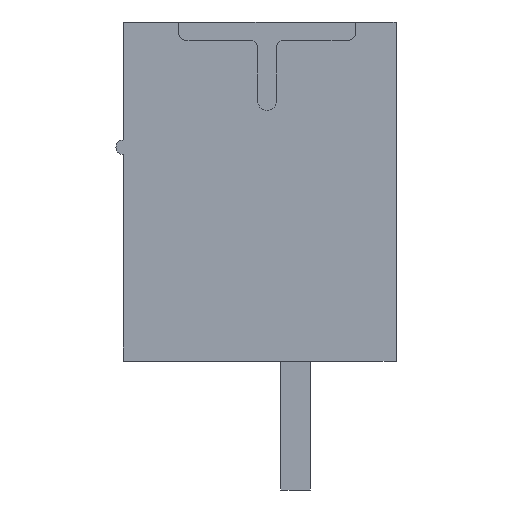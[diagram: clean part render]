
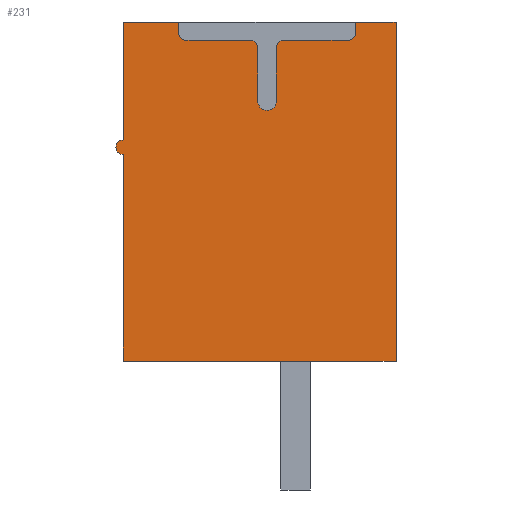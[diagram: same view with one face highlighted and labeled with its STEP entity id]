
A CAD part, left-side view. The second image highlights one B-rep face of the part: STEP entity #231.
In plain terms, the highlighted planar face has unit normal (-1, 0, 0).
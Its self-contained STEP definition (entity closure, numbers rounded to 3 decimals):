
#231=ADVANCED_FACE('3578',(#783),#784,.T.);
#783=FACE_OUTER_BOUND('',#1807,.T.);
#784=PLANE('',#1808);
#1807=EDGE_LOOP('',(#3160,#3161,#3162,#3163,#3164,#3165,#3166,#3167,#3168,#3169,#3170,#3171,#3172,#3173,#3174,#3175,#3176,#3177,#3178));
#1808=AXIS2_PLACEMENT_3D('',#3179,#3180,#3181);
#3160=ORIENTED_EDGE('',*,*,#6952,.F.);
#3161=ORIENTED_EDGE('',*,*,#6953,.T.);
#3162=ORIENTED_EDGE('',*,*,#6954,.F.);
#3163=ORIENTED_EDGE('',*,*,#6955,.F.);
#3164=ORIENTED_EDGE('',*,*,#6956,.F.);
#3165=ORIENTED_EDGE('',*,*,#6817,.F.);
#3166=ORIENTED_EDGE('',*,*,#6951,.T.);
#3167=ORIENTED_EDGE('',*,*,#6957,.F.);
#3168=ORIENTED_EDGE('',*,*,#6958,.T.);
#3169=ORIENTED_EDGE('',*,*,#6959,.T.);
#3170=ORIENTED_EDGE('',*,*,#6960,.F.);
#3171=ORIENTED_EDGE('',*,*,#6821,.F.);
#3172=ORIENTED_EDGE('',*,*,#6961,.T.);
#3173=ORIENTED_EDGE('',*,*,#6962,.F.);
#3174=ORIENTED_EDGE('',*,*,#6963,.F.);
#3175=ORIENTED_EDGE('',*,*,#6964,.T.);
#3176=ORIENTED_EDGE('',*,*,#6965,.F.);
#3177=ORIENTED_EDGE('',*,*,#6966,.F.);
#3178=ORIENTED_EDGE('',*,*,#6807,.F.);
#3179=CARTESIAN_POINT('',(-17.63,4.6,0.0));
#3180=DIRECTION('',(-1.0,0.0,0.0));
#3181=DIRECTION('',(0.0,0.0,1.0));
#6807=EDGE_CURVE('4110',#8105,#8101,#8107,.T.);
#6817=EDGE_CURVE('4121',#8125,#8127,#8128,.T.);
#6821=EDGE_CURVE('4122',#8133,#8135,#8136,.T.);
#6951=EDGE_CURVE('4057',#8125,#8346,#8348,.T.);
#6952=EDGE_CURVE('4120',#8349,#8105,#8350,.T.);
#6953=EDGE_CURVE('4119',#8349,#8351,#8352,.T.);
#6954=EDGE_CURVE('4118',#8353,#8351,#8354,.T.);
#6955=EDGE_CURVE('4117',#8355,#8353,#8356,.T.);
#6956=EDGE_CURVE('4116',#8127,#8355,#8357,.T.);
#6957=EDGE_CURVE('4059',#8358,#8346,#8359,.T.);
#6958=EDGE_CURVE('4058',#8358,#8360,#8361,.T.);
#6959=EDGE_CURVE('4048',#8360,#8362,#8363,.T.);
#6960=EDGE_CURVE('4051',#8135,#8362,#8364,.T.);
#6961=EDGE_CURVE('4115',#8133,#8365,#8366,.T.);
#6962=EDGE_CURVE('4114',#8367,#8365,#8368,.T.);
#6963=EDGE_CURVE('4113',#8369,#8367,#8370,.T.);
#6964=EDGE_CURVE('4112',#8369,#8371,#8372,.T.);
#6965=EDGE_CURVE('4111',#8373,#8371,#8374,.T.);
#6966=EDGE_CURVE('4110',#8101,#8373,#8375,.T.);
#8101=VERTEX_POINT('',#10245);
#8105=VERTEX_POINT('',#10250);
#8107=CIRCLE('',#10253,0.25);
#8125=VERTEX_POINT('',#10271);
#8127=VERTEX_POINT('',#10274);
#8128=LINE('',#10275,#10276);
#8133=VERTEX_POINT('',#10283);
#8135=VERTEX_POINT('',#10286);
#8136=LINE('',#10287,#10288);
#8346=VERTEX_POINT('',#10607);
#8348=LINE('',#10610,#10611);
#8349=VERTEX_POINT('',#10612);
#8350=LINE('',#10613,#10614);
#8351=VERTEX_POINT('',#10615);
#8352=CIRCLE('',#10616,0.2);
#8353=VERTEX_POINT('',#10617);
#8354=LINE('',#10618,#10619);
#8355=VERTEX_POINT('',#10620);
#8356=CIRCLE('',#10621,0.2);
#8357=LINE('',#10622,#10623);
#8358=VERTEX_POINT('',#10624);
#8359=CIRCLE('',#10625,0.2);
#8360=VERTEX_POINT('',#10626);
#8361=LINE('',#10627,#10628);
#8362=VERTEX_POINT('',#10629);
#8363=LINE('',#10630,#10631);
#8364=LINE('',#10632,#10633);
#8365=VERTEX_POINT('',#10634);
#8366=LINE('',#10635,#10636);
#8367=VERTEX_POINT('',#10637);
#8368=CIRCLE('',#10638,0.2);
#8369=VERTEX_POINT('',#10639);
#8370=LINE('',#10640,#10641);
#8371=VERTEX_POINT('',#10642);
#8372=CIRCLE('',#10643,0.2);
#8373=VERTEX_POINT('',#10644);
#8374=LINE('',#10645,#10646);
#8375=CIRCLE('',#10647,0.25);
#10245=CARTESIAN_POINT('',(-17.63,0.7,-2.4));
#10250=CARTESIAN_POINT('',(-17.63,0.95,-2.15));
#10253=AXIS2_PLACEMENT_3D('',#13441,#13442,#13443);
#10271=CARTESIAN_POINT('',(-17.63,4.6,0.0));
#10274=CARTESIAN_POINT('',(-17.63,3.1,0.0));
#10275=CARTESIAN_POINT('',(-17.63,4.6,0.0));
#10276=VECTOR('',#13469,1.5);
#10283=CARTESIAN_POINT('',(-17.63,-1.7,0.0));
#10286=CARTESIAN_POINT('',(-17.63,-2.8,0.0));
#10287=CARTESIAN_POINT('',(-17.63,-1.7,0.0));
#10288=VECTOR('',#13473,1.1);
#10607=CARTESIAN_POINT('',(-17.63,4.6,-3.2));
#10610=CARTESIAN_POINT('',(-17.63,4.6,0.0));
#10611=VECTOR('',#13641,3.2);
#10612=CARTESIAN_POINT('',(-17.63,0.95,-0.7));
#10613=CARTESIAN_POINT('',(-17.63,0.95,-0.7));
#10614=VECTOR('',#13642,1.45);
#10615=CARTESIAN_POINT('',(-17.63,1.15,-0.5));
#10616=AXIS2_PLACEMENT_3D('',#13643,#13644,#13645);
#10617=CARTESIAN_POINT('',(-17.63,2.9,-0.5));
#10618=CARTESIAN_POINT('',(-17.63,2.9,-0.5));
#10619=VECTOR('',#13646,1.75);
#10620=CARTESIAN_POINT('',(-17.63,3.1,-0.3));
#10621=AXIS2_PLACEMENT_3D('',#13647,#13648,#13649);
#10622=CARTESIAN_POINT('',(-17.63,3.1,0.0));
#10623=VECTOR('',#13650,0.3);
#10624=CARTESIAN_POINT('',(-17.63,4.6,-3.6));
#10625=AXIS2_PLACEMENT_3D('',#13651,#13652,#13653);
#10626=CARTESIAN_POINT('',(-17.63,4.6,-9.2));
#10627=CARTESIAN_POINT('',(-17.63,4.6,-3.6));
#10628=VECTOR('',#13654,5.6);
#10629=CARTESIAN_POINT('',(-17.63,-2.8,-9.2));
#10630=CARTESIAN_POINT('',(-17.63,4.6,-9.2));
#10631=VECTOR('',#13655,7.4);
#10632=CARTESIAN_POINT('',(-17.63,-2.8,0.0));
#10633=VECTOR('',#13656,9.2);
#10634=CARTESIAN_POINT('',(-17.63,-1.7,-0.3));
#10635=CARTESIAN_POINT('',(-17.63,-1.7,0.0));
#10636=VECTOR('',#13657,0.3);
#10637=CARTESIAN_POINT('',(-17.63,-1.5,-0.5));
#10638=AXIS2_PLACEMENT_3D('',#13658,#13659,#13660);
#10639=CARTESIAN_POINT('',(-17.63,0.25,-0.5));
#10640=CARTESIAN_POINT('',(-17.63,0.25,-0.5));
#10641=VECTOR('',#13661,1.75);
#10642=CARTESIAN_POINT('',(-17.63,0.45,-0.7));
#10643=AXIS2_PLACEMENT_3D('',#13662,#13663,#13664);
#10644=CARTESIAN_POINT('',(-17.63,0.45,-2.15));
#10645=CARTESIAN_POINT('',(-17.63,0.45,-2.15));
#10646=VECTOR('',#13665,1.45);
#10647=AXIS2_PLACEMENT_3D('',#13666,#13667,#13668);
#13441=CARTESIAN_POINT('',(-17.63,0.7,-2.15));
#13442=DIRECTION('',(-1.0,0.0,0.0));
#13443=DIRECTION('',(0.0,1.0,0.0));
#13469=DIRECTION('',(0.0,-1.0,0.0));
#13473=DIRECTION('',(0.0,-1.0,0.0));
#13641=DIRECTION('',(0.0,0.0,-1.0));
#13642=DIRECTION('',(0.0,0.0,-1.0));
#13643=CARTESIAN_POINT('',(-17.63,1.15,-0.7));
#13644=DIRECTION('',(-1.0,0.0,0.0));
#13645=DIRECTION('',(0.0,-1.0,0.0));
#13646=DIRECTION('',(0.0,-1.0,0.0));
#13647=CARTESIAN_POINT('',(-17.63,2.9,-0.3));
#13648=DIRECTION('',(-1.0,0.0,0.0));
#13649=DIRECTION('',(0.0,1.0,0.0));
#13650=DIRECTION('',(0.0,0.0,-1.0));
#13651=CARTESIAN_POINT('',(-17.63,4.6,-3.4));
#13652=DIRECTION('',(1.0,0.0,0.0));
#13653=DIRECTION('',(0.0,0.0,-1.0));
#13654=DIRECTION('',(0.0,0.0,-1.0));
#13655=DIRECTION('',(0.0,-1.0,0.0));
#13656=DIRECTION('',(0.0,0.0,-1.0));
#13657=DIRECTION('',(0.0,0.0,-1.0));
#13658=CARTESIAN_POINT('',(-17.63,-1.5,-0.3));
#13659=DIRECTION('',(-1.0,0.0,0.0));
#13660=DIRECTION('',(0.0,0.0,-1.0));
#13661=DIRECTION('',(0.0,-1.0,0.0));
#13662=CARTESIAN_POINT('',(-17.63,0.25,-0.7));
#13663=DIRECTION('',(-1.0,0.0,0.0));
#13664=DIRECTION('',(0.0,0.0,1.0));
#13665=DIRECTION('',(0.0,0.0,1.0));
#13666=CARTESIAN_POINT('',(-17.63,0.7,-2.15));
#13667=DIRECTION('',(-1.0,0.0,0.0));
#13668=DIRECTION('',(0.0,1.0,0.0));
